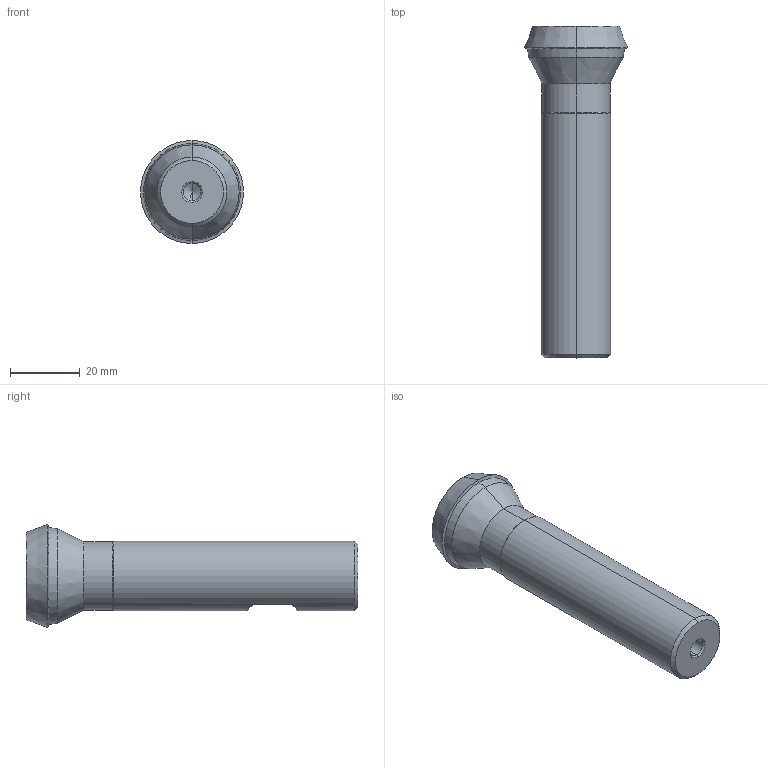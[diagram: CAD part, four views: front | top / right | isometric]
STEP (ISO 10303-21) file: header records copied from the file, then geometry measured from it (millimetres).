
FILE_DESCRIPTION (( 'STEP AP214' ), '1' );
FILE_NAME ('770W W D25-2.STEP', '2021-02-16T10:30:46', ( '' ), ( '' ), 'SwSTEP 2.0', 'SolidWorks 2016', '' );
FILE_SCHEMA (( 'AUTOMOTIVE_DESIGN' ));
Length unit declared in the file: millimetre
Products named in the file (1): 770W W D25-2
Bounding box: 29.51 x 95 x 29.51 mm (x, y, z)
Volume: 30648.4 mm3; surface area: 8458.8 mm2
Topology: 1 solids, 1 shells, 31 faces, 65 edges, 35 vertices
Faces by surface type: cone 20, cylinder 6, plane 5
Entity records: 831 total; most frequent: DIRECTION 151, CARTESIAN_POINT 142, ORIENTED_EDGE 126, EDGE_CURVE 63, AXIS2_PLACEMENT_3D 60, VERTEX_POINT 35, EDGE_LOOP 32, ADVANCED_FACE 31
